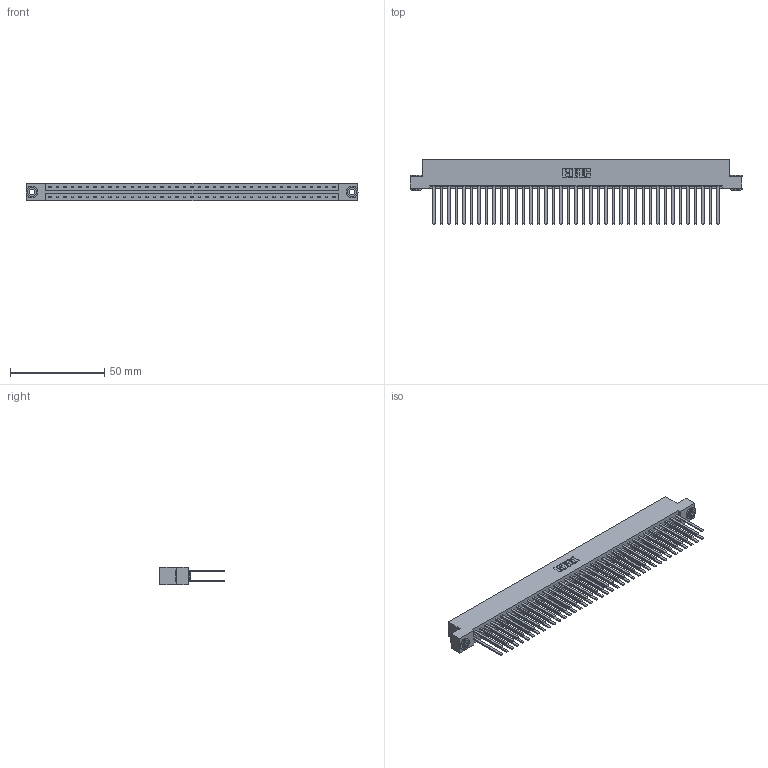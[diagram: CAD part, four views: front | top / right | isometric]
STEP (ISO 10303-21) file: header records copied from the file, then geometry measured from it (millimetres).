
FILE_DESCRIPTION (( 'STEP AP203' ), '1' );
FILE_NAME ('833-078-544-203.STEP', '2020-06-05T20:21:01', ( '' ), ( '' ), 'SwSTEP 2.0', 'SolidWorks 2020', '' );
FILE_SCHEMA (( 'CONFIG_CONTROL_DESIGN' ));
Length unit declared in the file: inch
Products named in the file (4): 833 Part_Flush - .156 Dia - TH; 345-292-001_345-293-144; 345-250-002_345-250-002-102; 833-078-544-203
Assembly tree (81 placements, depth 2):
  833-078-544-203
    833 Part_Flush - .156 Dia - TH
    345-292-001_345-293-144  x78
    345-250-002_345-250-002-102  x2
Bounding box: 176.07 x 34.3 x 9.4 mm (x, y, z)
Volume: 19060.8 mm3; surface area: 26243.8 mm2
Topology: 81 solids, 81 shells, 3740 faces, 11073 edges, 7274 vertices
Faces by surface type: plane 2576, cylinder 1156, cone 8
Entity records: 25944 total; most frequent: CARTESIAN_POINT 4277, ORIENTED_EDGE 4206, DIRECTION 3689, EDGE_CURVE 2103, VECTOR 1955, LINE 1955, VERTEX_POINT 1398, AXIS2_PLACEMENT_3D 867
